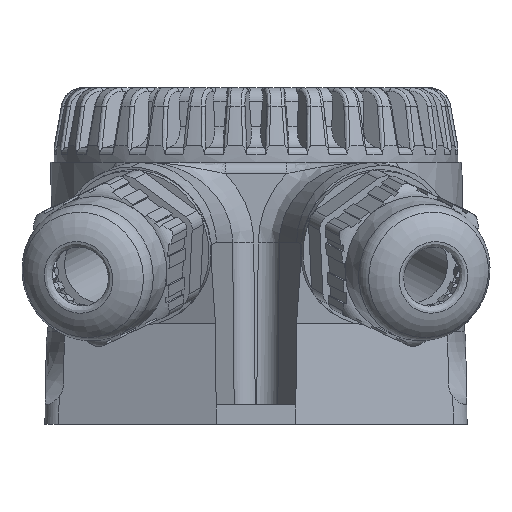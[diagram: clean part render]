
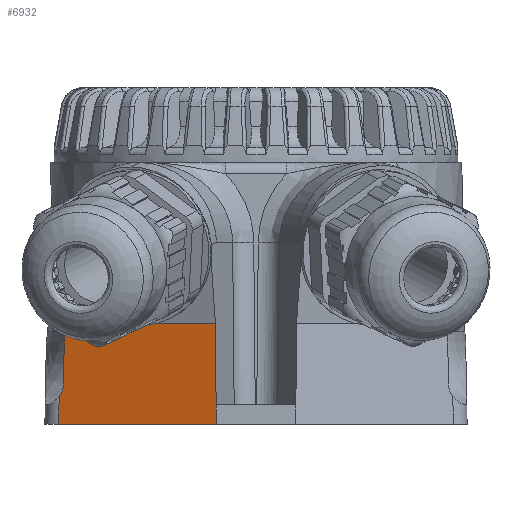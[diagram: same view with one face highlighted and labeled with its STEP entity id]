
A CAD part, front view. The second image highlights one B-rep face of the part: STEP entity #6932.
In plain terms, the highlighted planar face has unit normal (-0.342, -0.94, 0).
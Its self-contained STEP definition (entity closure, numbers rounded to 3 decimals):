
#6932=ADVANCED_FACE('',(#20007),#20009,.F.);
#20007=FACE_BOUND('',#20008,.T.);
#20008=EDGE_LOOP('',(#25675,#25676,#25677,#25678,#25679,#25680,#25681,#25682));
#20009=PLANE('',#20010);
#20010=AXIS2_PLACEMENT_3D('',#20011,#20012,#20013);
#20011=CARTESIAN_POINT('',(-26.975,-28.717,13.455));
#20012=DIRECTION('',(0.342,0.94,0.));
#20013=DIRECTION('',(-0.94,0.342,0.));
#25675=ORIENTED_EDGE('',*,*,#28457,.F.);
#25676=ORIENTED_EDGE('',*,*,#28469,.T.);
#25677=ORIENTED_EDGE('',*,*,#28470,.T.);
#25678=ORIENTED_EDGE('',*,*,#28421,.T.);
#25679=ORIENTED_EDGE('',*,*,#28471,.F.);
#25680=ORIENTED_EDGE('',*,*,#28472,.T.);
#25681=ORIENTED_EDGE('',*,*,#28411,.F.);
#25682=ORIENTED_EDGE('',*,*,#28468,.F.);
#28411=EDGE_CURVE('',#31972,#31973,#31974,.T.);
#28421=EDGE_CURVE('',#31993,#31991,#31994,.T.);
#28457=EDGE_CURVE('',#32057,#32059,#32060,.T.);
#28468=EDGE_CURVE('',#32059,#31972,#32079,.T.);
#28469=EDGE_CURVE('',#32057,#32080,#32081,.T.);
#28470=EDGE_CURVE('',#32080,#31993,#32082,.T.);
#28471=EDGE_CURVE('',#32083,#31991,#32084,.T.);
#28472=EDGE_CURVE('',#32083,#31973,#32085,.T.);
#31972=VERTEX_POINT('',#55559);
#31973=VERTEX_POINT('',#55560);
#31974=LINE('',#55561,#55562);
#31991=VERTEX_POINT('',#55597);
#31993=VERTEX_POINT('',#55601);
#31994=LINE('',#55602,#55603);
#32057=VERTEX_POINT('',#55883);
#32059=VERTEX_POINT('',#55887);
#32060=LINE('',#55888,#55889);
#32079=LINE('',#55977,#55978);
#32080=VERTEX_POINT('',#55980);
#32081=CIRCLE('',#55981,3.);
#32082=LINE('',#55985,#55986);
#32083=VERTEX_POINT('',#55988);
#32084=LINE('',#55989,#55990);
#32085=LINE('',#55992,#55993);
#55559=CARTESIAN_POINT('',(-5.419,-36.563,13.455));
#55560=CARTESIAN_POINT('',(-5.33,-36.595,2.6));
#55561=CARTESIAN_POINT('',(-5.419,-36.563,13.455));
#55562=VECTOR('',#55563,1.);
#55563=DIRECTION('',(0.008,-0.003,-1.));
#55597=CARTESIAN_POINT('',(-5.308,-36.603,0.));
#55601=CARTESIAN_POINT('',(-26.368,-28.938,0.));
#55602=CARTESIAN_POINT('',(-26.368,-28.938,0.));
#55603=VECTOR('',#55604,1.);
#55604=DIRECTION('',(0.94,-0.342,0.));
#55883=CARTESIAN_POINT('',(-25.687,-29.186,5.574));
#55887=CARTESIAN_POINT('',(-25.622,-29.209,13.455));
#55888=CARTESIAN_POINT('',(-25.687,-29.186,5.574));
#55889=VECTOR('',#55890,1.);
#55890=DIRECTION('',(0.008,-0.003,1.));
#55977=CARTESIAN_POINT('',(-25.622,-29.209,13.455));
#55978=VECTOR('',#55979,1.);
#55979=DIRECTION('',(0.94,-0.342,0.));
#55980=CARTESIAN_POINT('',(-26.303,-28.962,3.728));
#55981=AXIS2_PLACEMENT_3D('',#55982,#55983,#55984);
#55982=CARTESIAN_POINT('',(-28.506,-28.16,5.6));
#55983=DIRECTION('',(0.342,0.94,0.));
#55984=DIRECTION('',(0.94,-0.342,-0.009));
#55985=CARTESIAN_POINT('',(-26.303,-28.962,3.728));
#55986=VECTOR('',#55987,1.);
#55987=DIRECTION('',(-0.017,0.006,-1.));
#55988=CARTESIAN_POINT('',(-5.308,-36.603,2.6));
#55989=CARTESIAN_POINT('',(-5.308,-36.603,2.6));
#55990=VECTOR('',#55991,1.);
#55991=DIRECTION('',(0.,0.,-1.));
#55992=CARTESIAN_POINT('',(-5.308,-36.603,2.6));
#55993=VECTOR('',#55994,1.);
#55994=DIRECTION('',(-0.94,0.342,0.));
